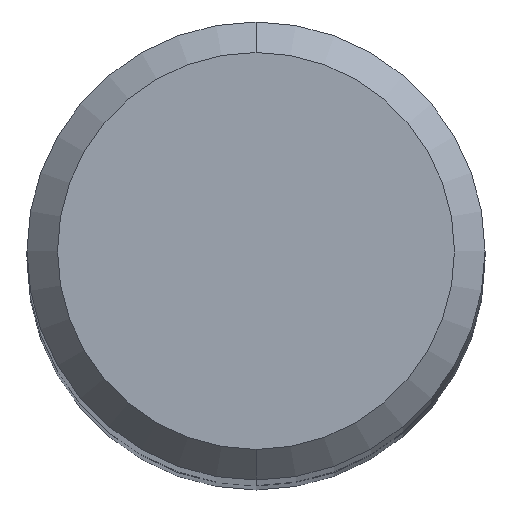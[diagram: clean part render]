
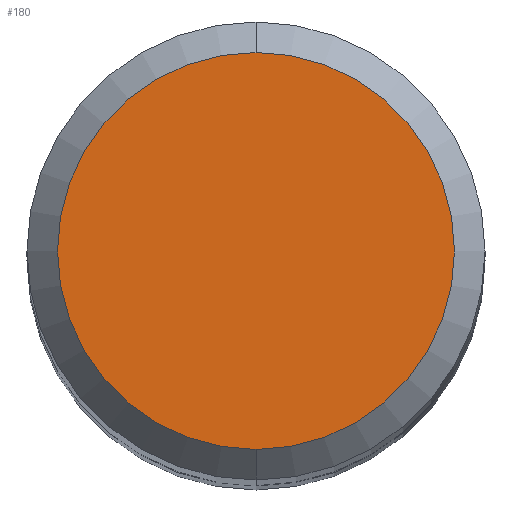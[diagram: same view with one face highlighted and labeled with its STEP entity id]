
A CAD part, top view. The second image highlights one B-rep face of the part: STEP entity #180.
In plain terms, the highlighted planar face has unit normal (0, 0, 1).
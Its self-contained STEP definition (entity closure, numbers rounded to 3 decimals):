
#180=ADVANCED_FACE('',(#458),#459,.T.);
#244=EDGE_CURVE('',#394,#294,#531,.T.);
#294=VERTEX_POINT('',#584);
#326=EDGE_CURVE('',#294,#394,#620,.T.);
#394=VERTEX_POINT('',#694);
#458=FACE_OUTER_BOUND('',#781,.T.);
#459=PLANE('',#782);
#531=CIRCLE('',#944,2.6);
#584=CARTESIAN_POINT('',(0.0,2.6,0.0));
#620=CIRCLE('',#1112,2.6);
#694=CARTESIAN_POINT('',(0.,-2.6,0.0));
#781=EDGE_LOOP('',(#1331,#1332));
#782=AXIS2_PLACEMENT_3D('',#1333,#1334,#1335);
#944=AXIS2_PLACEMENT_3D('',#1428,#1429,#1430);
#1112=AXIS2_PLACEMENT_3D('',#1529,#1530,#1531);
#1331=ORIENTED_EDGE('',*,*,#326,.F.);
#1332=ORIENTED_EDGE('',*,*,#244,.F.);
#1333=CARTESIAN_POINT('',(0.0,1.3,0.0));
#1334=DIRECTION('',(-0.0,0.0,1.0));
#1335=DIRECTION('',(0.0,-1.0,0.0));
#1428=CARTESIAN_POINT('',(0.0,0.0,0.0));
#1429=DIRECTION('',(0.0,0.0,-1.0));
#1430=DIRECTION('',(0.0,1.0,0.0));
#1529=CARTESIAN_POINT('',(0.0,0.0,0.0));
#1530=DIRECTION('',(0.0,0.0,-1.0));
#1531=DIRECTION('',(0.0,1.0,0.0));
